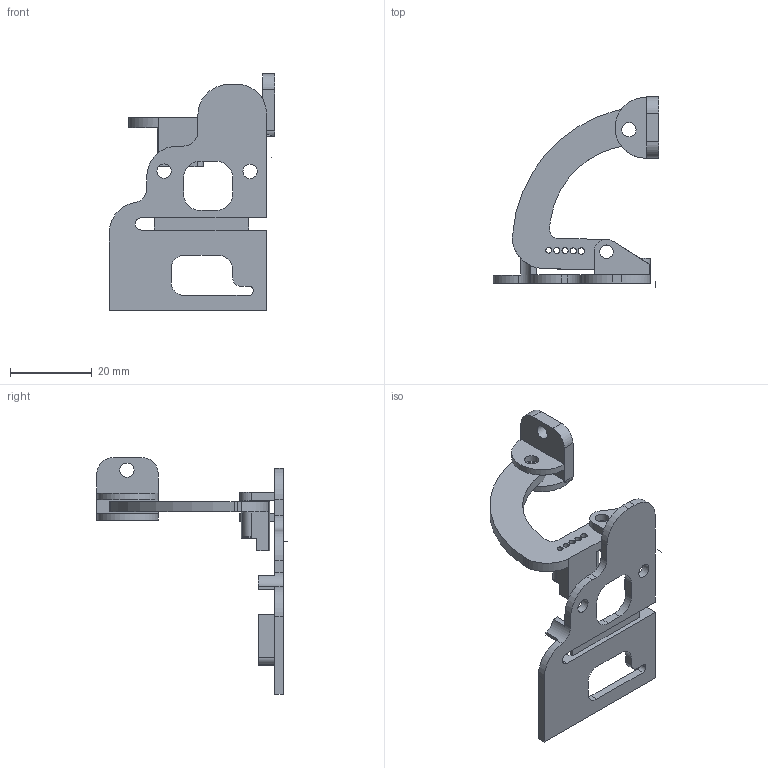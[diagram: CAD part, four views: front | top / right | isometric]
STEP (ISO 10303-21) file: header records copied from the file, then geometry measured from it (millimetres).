
FILE_DESCRIPTION(/* description */ (''),/* implementation_level */ '2;1');
FILE_NAME(/* name */ 'slice of servo hinge v65.step',/* time_stamp */ '2021-04-15T15:04:40+07:00',/* author */ (''),/* organization */ (''),/* preprocessor_version */ 'ST-DEVELOPER v18.1',/* originating_system */ 'Autodesk Translation Framework v10.6.0.1341',/* authorisation */ '');
FILE_SCHEMA (('AUTOMOTIVE_DESIGN { 1 0 10303 214 3 1 1 }'));
Length unit declared in the file: millimetre
Products named in the file (11): slice of servo hinge; to print Assembly v88; horn_base; Component17; base assembly; Component15; horn ear1; horn ear1 (1); horn ear2; horn ear2 (1); single horn
Assembly tree (10 placements, depth 4):
  slice of servo hinge
    to print Assembly v88
      horn_base
        Component17
      base assembly
      Component15
      horn ear1
        horn ear1 (1)
      horn ear2
        horn ear2 (1)
      single horn
Bounding box: 40.49 x 46.5 x 57.87 mm (x, y, z)
Volume: 5856.7 mm3; surface area: 6945.5 mm2
Topology: 4 solids, 4 shells, 150 faces, 425 edges, 283 vertices
Faces by surface type: plane 88, cylinder 62
Full cylindrical faces by diameter (mm): 1.4 x1, 1.5 x3, 1.6 x1, 3.3 x2, 3.5 x7
Entity records: 5271 total; most frequent: DIRECTION 895, CARTESIAN_POINT 888, ORIENTED_EDGE 850, EDGE_CURVE 425, AXIS2_PLACEMENT_3D 300, LINE 295, VECTOR 295, VERTEX_POINT 283
